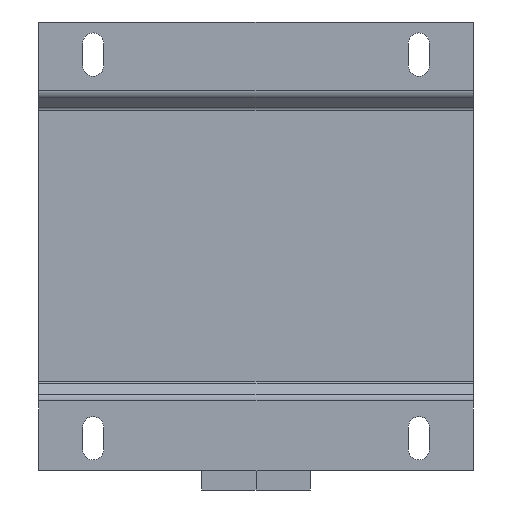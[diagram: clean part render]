
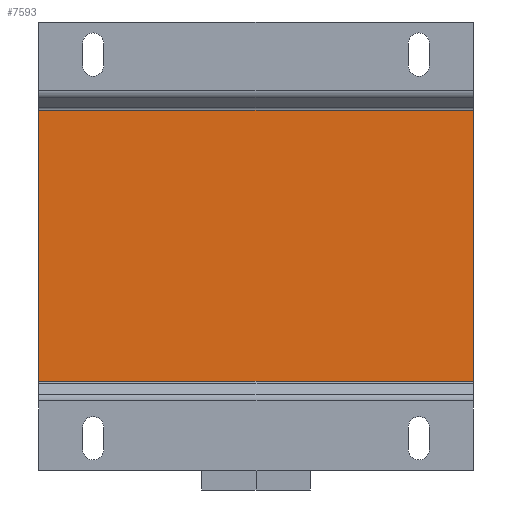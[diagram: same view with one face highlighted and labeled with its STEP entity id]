
A CAD part, front view. The second image highlights one B-rep face of the part: STEP entity #7593.
In plain terms, the highlighted planar face has unit normal (0, -1, 0).
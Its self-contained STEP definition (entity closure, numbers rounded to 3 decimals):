
#63 = AXIS2_PLACEMENT_3D ( 'NONE', #4932, #1958, #8569 ) ;
#176 = LINE ( 'NONE', #7213, #5590 ) ;
#365 = DIRECTION ( 'NONE',  ( 0., 0., 1. ) ) ;
#408 = CARTESIAN_POINT ( 'NONE',  ( 60., -51.5, -62. ) ) ;
#759 = DIRECTION ( 'NONE',  ( -1., 0., 0. ) ) ;
#1070 = LINE ( 'NONE', #408, #6502 ) ;
#1109 = ORIENTED_EDGE ( 'NONE', *, *, #1847, .F. ) ;
#1121 = DIRECTION ( 'NONE',  ( 0., 0., -1. ) ) ;
#1618 = VECTOR ( 'NONE', #365, 1000. ) ;
#1657 = EDGE_CURVE ( 'Defeature ausgef�hrt1_112+Defeature ausgef�hrt1_92+Defeature ausgef�hrt1_110+Defeature ausgef�hrt1_111', #1694, #4398, #5116, .T. ) ;
#1694 = VERTEX_POINT ( 'NONE', #3134 ) ;
#1847 = EDGE_CURVE ( 'Defeature ausgef�hrt1_91+Defeature ausgef�hrt1_92+Defeature ausgef�hrt1_97+Defeature ausgef�hrt1_110', #9130, #1694, #1070, .T. ) ;
#1958 = DIRECTION ( 'NONE',  ( 0., 1., 0. ) ) ;
#2088 = CARTESIAN_POINT ( 'NONE',  ( -60., -51.5, -37.234 ) ) ;
#2244 = FACE_OUTER_BOUND ( 'NONE', #5294, .T. ) ;
#2309 = LINE ( 'NONE', #6834, #1618 ) ;
#2429 = EDGE_CURVE ( 'Defeature ausgef�hrt1_89+Defeature ausgef�hrt1_92+Defeature ausgef�hrt1_111+Defeature ausgef�hrt1_98', #4398, #4141, #2309, .T. ) ;
#3126 = CARTESIAN_POINT ( 'NONE',  ( -60., -51.5, 37.594 ) ) ;
#3134 = CARTESIAN_POINT ( 'NONE',  ( 60., -51.5, -37.234 ) ) ;
#3813 = ORIENTED_EDGE ( 'NONE', *, *, #2429, .F. ) ;
#4141 = VERTEX_POINT ( 'NONE', #3126 ) ;
#4246 = VECTOR ( 'NONE', #759, 1000. ) ;
#4398 = VERTEX_POINT ( 'NONE', #2088 ) ;
#4832 = PLANE ( 'NONE',  #63 ) ;
#4932 = CARTESIAN_POINT ( 'NONE',  ( 0., -51.5, 0. ) ) ;
#5116 = LINE ( 'NONE', #7222, #4246 ) ;
#5294 = EDGE_LOOP ( 'NONE', ( #5881, #1109, #8261, #3813 ) ) ;
#5590 = VECTOR ( 'NONE', #8705, 1000. ) ;
#5881 = ORIENTED_EDGE ( 'NONE', *, *, #1657, .F. ) ;
#6502 = VECTOR ( 'NONE', #1121, 1000. ) ;
#6583 = CARTESIAN_POINT ( 'NONE',  ( 60., -51.5, 37.594 ) ) ;
#6834 = CARTESIAN_POINT ( 'NONE',  ( -60., -51.5, -62. ) ) ;
#7213 = CARTESIAN_POINT ( 'NONE',  ( 0., -51.5, 37.594 ) ) ;
#7222 = CARTESIAN_POINT ( 'NONE',  ( 0., -51.5, -37.234 ) ) ;
#7593 = ADVANCED_FACE ( 'Defeature ausgef�hrt1_92', ( #2244 ), #4832, .F. ) ;
#8261 = ORIENTED_EDGE ( 'NONE', *, *, #9227, .T. ) ;
#8569 = DIRECTION ( 'NONE',  ( 0., 0., 1. ) ) ;
#8705 = DIRECTION ( 'NONE',  ( -1., 0., 0. ) ) ;
#9130 = VERTEX_POINT ( 'NONE', #6583 ) ;
#9227 = EDGE_CURVE ( 'Defeature ausgef�hrt1_92+Defeature ausgef�hrt1_99+Defeature ausgef�hrt1_91+Defeature ausgef�hrt1_89', #9130, #4141, #176, .T. ) ;
